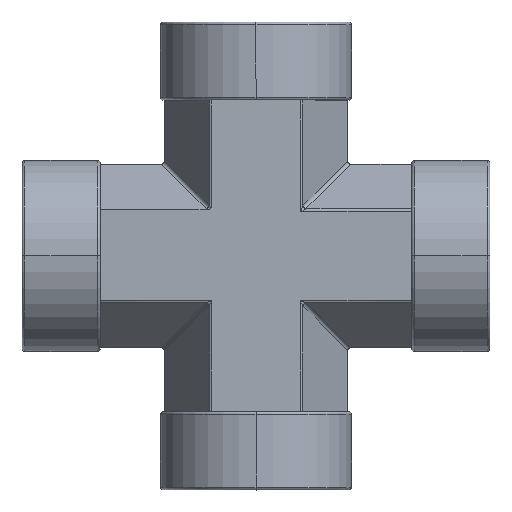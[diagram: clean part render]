
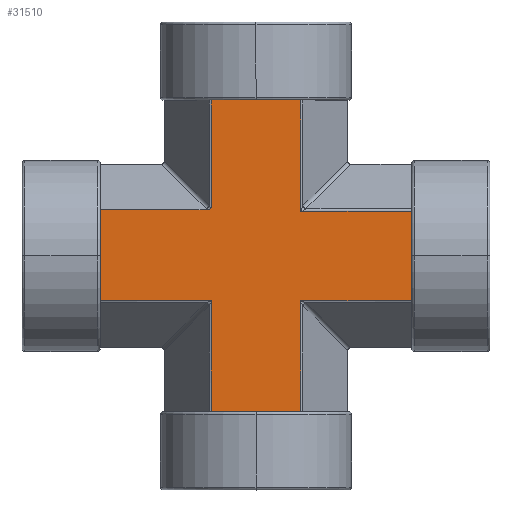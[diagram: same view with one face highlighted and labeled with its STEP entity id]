
A CAD part, top view. The second image highlights one B-rep face of the part: STEP entity #31510.
In plain terms, the highlighted planar face has unit normal (0, 0, 1).
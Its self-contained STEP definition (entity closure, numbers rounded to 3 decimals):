
#12700=CARTESIAN_POINT('',(-9.738,9.18,
15.9));
#12705=DIRECTION('',(-1.,0.,0.));
#12706=VECTOR('',#12705,21.162);
#12707=CARTESIAN_POINT('',(-9.738,9.18,
15.9));
#12708=LINE('',#12707,#12706);
#12912=CARTESIAN_POINT('',(-30.9,9.18,15.9));
#12913=CARTESIAN_POINT('',(-30.918,9.18,15.9));
#12914=CARTESIAN_POINT('',(-30.945,9.189,15.9));
#12915=CARTESIAN_POINT('',(-30.974,9.214,15.9));
#12916=CARTESIAN_POINT('',(-30.993,9.248,15.9));
#12917=CARTESIAN_POINT('',(-31.,9.277,15.9));
#12918=CARTESIAN_POINT('',(-31.,9.295,15.9));
#12948=DIRECTION('',(0.,1.,0.));
#12949=VECTOR('',#12948,22.009);
#12950=CARTESIAN_POINT('',(-8.891,-30.9,15.9));
#12951=LINE('',#12950,#12949);
#12955=DIRECTION('',(1.,0.,0.));
#12956=VECTOR('',#12955,22.109);
#12957=CARTESIAN_POINT('',(-31.,-8.891,15.9));
#12958=LINE('',#12957,#12956);
#12962=DIRECTION('',(0.,1.,0.));
#12963=VECTOR('',#12962,18.187);
#12964=CARTESIAN_POINT('',(-31.,-8.891,15.9));
#12965=LINE('',#12964,#12963);
#12969=DIRECTION('',(0.,-1.,0.));
#12970=VECTOR('',#12969,21.416);
#12971=CARTESIAN_POINT('',(-8.891,31.,15.9));
#12972=LINE('',#12971,#12970);
#12976=DIRECTION('',(-1.,0.,0.));
#12977=VECTOR('',#12976,17.782);
#12978=CARTESIAN_POINT('',(8.891,31.,15.9));
#12979=LINE('',#12978,#12977);
#12983=DIRECTION('',(0.,-1.,0.));
#12984=VECTOR('',#12983,22.109);
#12985=CARTESIAN_POINT('',(8.891,31.,15.9));
#12986=LINE('',#12985,#12984);
#12990=DIRECTION('',(1.,0.,0.));
#12991=VECTOR('',#12990,22.009);
#12992=CARTESIAN_POINT('',(8.891,8.891,15.9));
#12993=LINE('',#12992,#12991);
#12997=DIRECTION('',(0.,-1.,0.));
#12998=VECTOR('',#12997,17.782);
#12999=CARTESIAN_POINT('',(30.9,8.891,15.9));
#13000=LINE('',#12999,#12998);
#13004=DIRECTION('',(-1.,0.,0.));
#13005=VECTOR('',#13004,22.009);
#13006=CARTESIAN_POINT('',(30.9,-8.891,15.9));
#13007=LINE('',#13006,#13005);
#13011=DIRECTION('',(0.,1.,0.));
#13012=VECTOR('',#13011,22.009);
#13013=CARTESIAN_POINT('',(8.891,-30.9,15.9));
#13014=LINE('',#13013,#13012);
#13018=DIRECTION('',(-1.,0.,0.));
#13019=VECTOR('',#13018,17.782);
#13020=CARTESIAN_POINT('',(8.891,-30.9,15.9));
#13021=LINE('',#13020,#13019);
#13035=CARTESIAN_POINT('',(-8.891,-8.891,15.9));
#17795=CARTESIAN_POINT('',(8.891,-8.891,15.9));
#18102=CARTESIAN_POINT('',(-8.891,9.584,
15.9));
#18103=CARTESIAN_POINT('',(-8.914,9.557,
15.9));
#18104=CARTESIAN_POINT('',(-8.962,9.504,
15.9));
#18105=CARTESIAN_POINT('',(-9.043,9.431,
15.9));
#18106=CARTESIAN_POINT('',(-9.131,9.365,
15.9));
#18107=CARTESIAN_POINT('',(-9.224,9.308,
15.9));
#18108=CARTESIAN_POINT('',(-9.322,9.262,
15.9));
#18109=CARTESIAN_POINT('',(-9.423,9.226,
15.9));
#18110=CARTESIAN_POINT('',(-9.527,9.199,
15.9));
#18111=CARTESIAN_POINT('',(-9.631,9.183,
15.9));
#18112=CARTESIAN_POINT('',(-9.702,9.18,
15.9));
#18113=CARTESIAN_POINT('',(-9.738,9.18,
15.9));
#18133=CARTESIAN_POINT('',(-8.891,9.584,
15.9));
#21212=CARTESIAN_POINT('',(30.9,8.891,15.9));
#21213=CARTESIAN_POINT('',(30.9,-8.891,15.9));
#21214=VERTEX_POINT('',#21212);
#21215=VERTEX_POINT('',#21213);
#21244=CARTESIAN_POINT('',(8.891,-30.9,15.9));
#21245=CARTESIAN_POINT('',(-8.891,-30.9,15.9));
#21246=VERTEX_POINT('',#21244);
#21247=VERTEX_POINT('',#21245);
#21303=VERTEX_POINT('',#17795);
#21325=VERTEX_POINT('',#13035);
#21334=CARTESIAN_POINT('',(-31.,-8.891,15.9));
#21336=VERTEX_POINT('',#21334);
#21467=CARTESIAN_POINT('',(8.891,8.891,15.9));
#21468=VERTEX_POINT('',#21467);
#21469=CARTESIAN_POINT('',(8.891,31.,15.9));
#21470=CARTESIAN_POINT('',(-8.891,31.,15.9));
#21471=VERTEX_POINT('',#21469);
#21472=VERTEX_POINT('',#21470);
#21477=VERTEX_POINT('',#12700);
#21478=VERTEX_POINT('',#18133);
#21503=VERTEX_POINT('',#12912);
#21504=VERTEX_POINT('',#12918);
#31478=CARTESIAN_POINT('',(0.,9.18,15.9));
#31479=DIRECTION('',(0.,0.,1.));
#31480=DIRECTION('',(0.,-1.,0.));
#31481=AXIS2_PLACEMENT_3D('',#31478,#31479,#31480);
#31482=PLANE('',#31481);
#31484=ORIENTED_EDGE('',*,*,#31483,.T.);
#31486=ORIENTED_EDGE('',*,*,#31485,.F.);
#31488=ORIENTED_EDGE('',*,*,#31487,.T.);
#31489=ORIENTED_EDGE('',*,*,#31470,.F.);
#31490=ORIENTED_EDGE('',*,*,#31198,.F.);
#31492=ORIENTED_EDGE('',*,*,#31491,.F.);
#31494=ORIENTED_EDGE('',*,*,#31493,.F.);
#31495=ORIENTED_EDGE('',*,*,#30668,.F.);
#31497=ORIENTED_EDGE('',*,*,#31496,.T.);
#31499=ORIENTED_EDGE('',*,*,#31498,.T.);
#31501=ORIENTED_EDGE('',*,*,#31500,.T.);
#31503=ORIENTED_EDGE('',*,*,#31502,.T.);
#31505=ORIENTED_EDGE('',*,*,#31504,.F.);
#31507=ORIENTED_EDGE('',*,*,#31506,.T.);
#31508=EDGE_LOOP('',(#31484,#31486,#31488,#31489,#31490,#31492,#31494,#31495,
#31497,#31499,#31501,#31503,#31505,#31507));
#31509=FACE_OUTER_BOUND('',#31508,.F.);
#12919=B_SPLINE_CURVE_WITH_KNOTS('',3,(#12912,#12913,#12914,#12915,#12916,
#12917,#12918),.UNSPECIFIED.,.F.,.F.,(4,1,1,1,4),(0.,0.25,0.5,0.75,
1.),.UNSPECIFIED.);
#18114=B_SPLINE_CURVE_WITH_KNOTS('',3,(#18102,#18103,#18104,#18105,#18106,
#18107,#18108,#18109,#18110,#18111,#18112,#18113),.UNSPECIFIED.,.F.,.F.,(4,1,1,
1,1,1,1,1,1,4),(0.,0.111,0.222,0.333,
0.444,0.556,0.667,0.778,
0.889,1.),.UNSPECIFIED.);
#30668=EDGE_CURVE('',#21471,#21472,#12979,.T.);
#31198=EDGE_CURVE('',#21477,#21503,#12708,.T.);
#31470=EDGE_CURVE('',#21503,#21504,#12919,.T.);
#31483=EDGE_CURVE('',#21247,#21325,#12951,.T.);
#31485=EDGE_CURVE('',#21336,#21325,#12958,.T.);
#31487=EDGE_CURVE('',#21336,#21504,#12965,.T.);
#31491=EDGE_CURVE('',#21478,#21477,#18114,.T.);
#31493=EDGE_CURVE('',#21472,#21478,#12972,.T.);
#31496=EDGE_CURVE('',#21471,#21468,#12986,.T.);
#31498=EDGE_CURVE('',#21468,#21214,#12993,.T.);
#31500=EDGE_CURVE('',#21214,#21215,#13000,.T.);
#31502=EDGE_CURVE('',#21215,#21303,#13007,.T.);
#31504=EDGE_CURVE('',#21246,#21303,#13014,.T.);
#31506=EDGE_CURVE('',#21246,#21247,#13021,.T.);
#31510=ADVANCED_FACE('',(#31509),#31482,.T.);
